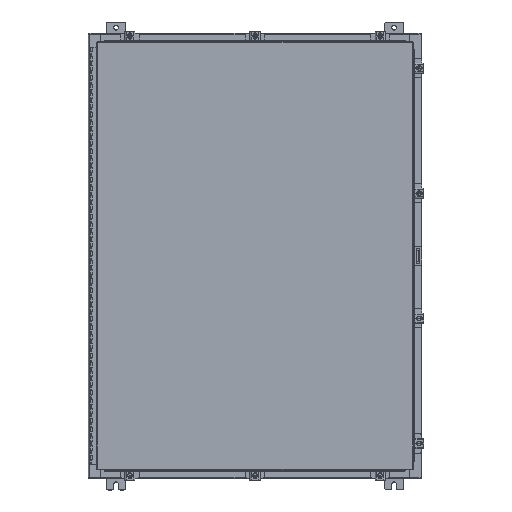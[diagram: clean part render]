
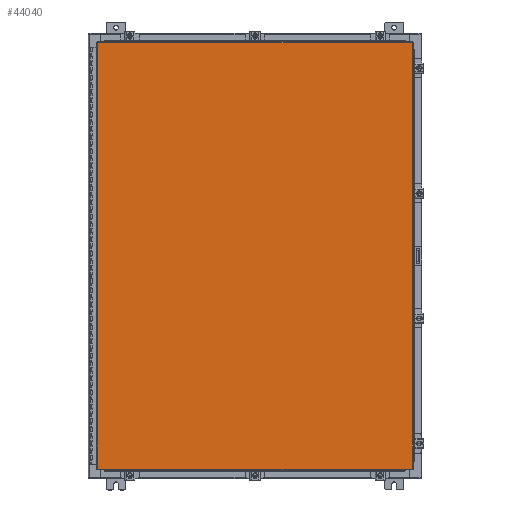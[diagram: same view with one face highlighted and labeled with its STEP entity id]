
A CAD part, top view. The second image highlights one B-rep face of the part: STEP entity #44040.
In plain terms, the highlighted planar face has unit normal (0, 0, 1).
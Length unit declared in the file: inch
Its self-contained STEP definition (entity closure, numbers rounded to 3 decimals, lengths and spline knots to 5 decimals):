
#95 = CARTESIAN_POINT ( 'NONE',  ( -16.9903, 23.0063, 0. ) ) ;
#3379 = DIRECTION ( 'NONE',  ( 1., 0., 0. ) ) ;
#6589 = CARTESIAN_POINT ( 'NONE',  ( 16.9903, -23.0063, 0. ) ) ;
#6867 = VERTEX_POINT ( 'NONE', #9017 ) ;
#9017 = CARTESIAN_POINT ( 'NONE',  ( -16.9903, -23.0063, 0. ) ) ;
#10219 = DIRECTION ( 'NONE',  ( -1., 0., 0. ) ) ;
#14794 = AXIS2_PLACEMENT_3D ( 'NONE', #19958, #48801, #24095 ) ;
#18405 = VERTEX_POINT ( 'NONE', #25019 ) ;
#18636 = CARTESIAN_POINT ( 'NONE',  ( 16.9903, 23.0063, 0. ) ) ;
#18801 = ORIENTED_EDGE ( 'NONE', *, *, #34100, .T. ) ;
#19958 = CARTESIAN_POINT ( 'NONE',  ( 0., 0., 0. ) ) ;
#20155 = ORIENTED_EDGE ( 'NONE', *, *, #35043, .T. ) ;
#20556 = ORIENTED_EDGE ( 'NONE', *, *, #33094, .T. ) ;
#24095 = DIRECTION ( 'NONE',  ( -1., 0., 0. ) ) ;
#24682 = VECTOR ( 'NONE', #10219, 39.37008 ) ;
#25019 = CARTESIAN_POINT ( 'NONE',  ( -16.9903, 23.0063, 0. ) ) ;
#27272 = VECTOR ( 'NONE', #43862, 39.37008 ) ;
#27376 = LINE ( 'NONE', #40470, #36952 ) ;
#28077 = FACE_OUTER_BOUND ( 'NONE', #39981, .T. ) ;
#28809 = CARTESIAN_POINT ( 'NONE',  ( 16.9903, -23.0063, 0. ) ) ;
#31590 = VERTEX_POINT ( 'NONE', #28809 ) ;
#33094 = EDGE_CURVE ( 'NONE', #6867, #31590, #27376, .T. ) ;
#34100 = EDGE_CURVE ( 'NONE', #31590, #48654, #38111, .T. ) ;
#34239 = LINE ( 'NONE', #34983, #24682 ) ;
#34721 = EDGE_CURVE ( 'NONE', #48654, #18405, #34239, .T. ) ;
#34983 = CARTESIAN_POINT ( 'NONE',  ( 16.9903, 23.0063, 0. ) ) ;
#35043 = EDGE_CURVE ( 'NONE', #18405, #6867, #53927, .T. ) ;
#36952 = VECTOR ( 'NONE', #3379, 39.37008 ) ;
#38111 = LINE ( 'NONE', #6589, #27272 ) ;
#39175 = ORIENTED_EDGE ( 'NONE', *, *, #34721, .T. ) ;
#39981 = EDGE_LOOP ( 'NONE', ( #20556, #18801, #39175, #20155 ) ) ;
#40315 = PLANE ( 'NONE',  #14794 ) ;
#40470 = CARTESIAN_POINT ( 'NONE',  ( -16.9903, -23.0063, 0. ) ) ;
#41334 = VECTOR ( 'NONE', #41551, 39.37008 ) ;
#41551 = DIRECTION ( 'NONE',  ( 0., -1., 0. ) ) ;
#43862 = DIRECTION ( 'NONE',  ( 0., 1., 0. ) ) ;
#44040 = ADVANCED_FACE ( 'NONE', ( #28077 ), #40315, .F. ) ;
#48654 = VERTEX_POINT ( 'NONE', #18636 ) ;
#48801 = DIRECTION ( 'NONE',  ( 0., 0., -1. ) ) ;
#53927 = LINE ( 'NONE', #95, #41334 ) ;
